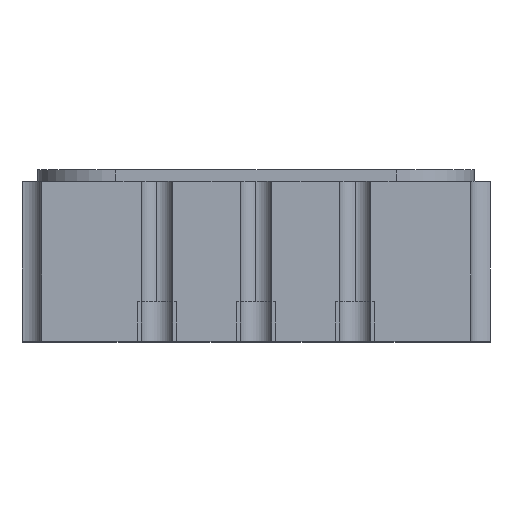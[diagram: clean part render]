
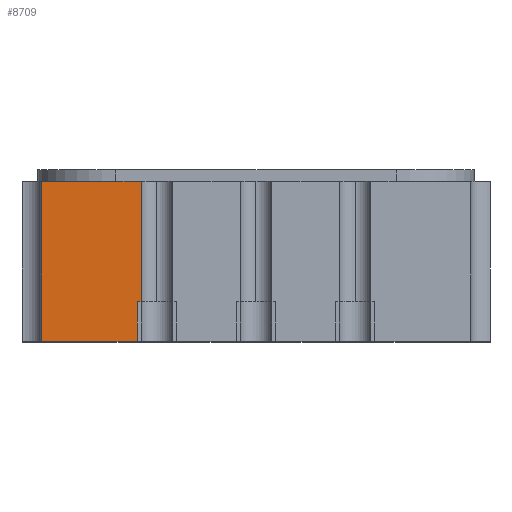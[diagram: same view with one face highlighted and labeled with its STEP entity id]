
A CAD part, top view. The second image highlights one B-rep face of the part: STEP entity #8709.
In plain terms, the highlighted planar face has unit normal (0, 0, 1).
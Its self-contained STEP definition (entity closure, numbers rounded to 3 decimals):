
#12 = DIRECTION ( 'NONE',  ( 1., 0., 0. ) ) ;
#314 = CARTESIAN_POINT ( 'NONE',  ( -1.524, 1.025, 3. ) ) ;
#590 = EDGE_LOOP ( 'NONE', ( #9028, #6000, #4912, #4479, #4258, #8675 ) ) ;
#727 = LINE ( 'NONE', #3420, #9716 ) ;
#735 = CARTESIAN_POINT ( 'NONE',  ( -1.524, -0.515, 3. ) ) ;
#763 = EDGE_CURVE ( 'NONE', #10967, #9108, #7017, .T. ) ;
#812 = DIRECTION ( 'NONE',  ( 0., 0., -1. ) ) ;
#931 = CARTESIAN_POINT ( 'NONE',  ( -2.75, 1.025, 3. ) ) ;
#1190 = DIRECTION ( 'NONE',  ( 0., 1., 0. ) ) ;
#1696 = DIRECTION ( 'NONE',  ( 1., 0., 0. ) ) ;
#2230 = EDGE_CURVE ( 'NONE', #9031, #3172, #6228, .T. ) ;
#2279 = DIRECTION ( 'NONE',  ( 0., -1., 0. ) ) ;
#2533 = PLANE ( 'NONE',  #8306 ) ;
#2660 = DIRECTION ( 'NONE',  ( 1., 0., 0. ) ) ;
#2661 = EDGE_CURVE ( 'NONE', #10254, #6412, #727, .T. ) ;
#2947 = LINE ( 'NONE', #9407, #7271 ) ;
#3000 = LINE ( 'NONE', #6588, #9660 ) ;
#3172 = VERTEX_POINT ( 'NONE', #5259 ) ;
#3420 = CARTESIAN_POINT ( 'NONE',  ( -2.75, -0.515, 3. ) ) ;
#3925 = VECTOR ( 'NONE', #1190, 1000. ) ;
#4255 = CARTESIAN_POINT ( 'NONE',  ( -1.473, 1.025, 3. ) ) ;
#4258 = ORIENTED_EDGE ( 'NONE', *, *, #763, .F. ) ;
#4479 = ORIENTED_EDGE ( 'NONE', *, *, #10643, .F. ) ;
#4686 = CARTESIAN_POINT ( 'NONE',  ( -2.75, 1.025, 3. ) ) ;
#4912 = ORIENTED_EDGE ( 'NONE', *, *, #2661, .T. ) ;
#5259 = CARTESIAN_POINT ( 'NONE',  ( -1.524, -1.025, 3. ) ) ;
#5983 = CARTESIAN_POINT ( 'NONE',  ( -2.75, 1.025, 3. ) ) ;
#6000 = ORIENTED_EDGE ( 'NONE', *, *, #7750, .T. ) ;
#6228 = LINE ( 'NONE', #10724, #10670 ) ;
#6412 = VERTEX_POINT ( 'NONE', #6491 ) ;
#6491 = CARTESIAN_POINT ( 'NONE',  ( -1.473, -0.515, 3. ) ) ;
#6588 = CARTESIAN_POINT ( 'NONE',  ( -1.473, 1.025, 3. ) ) ;
#6750 = VECTOR ( 'NONE', #12, 1000. ) ;
#6886 = DIRECTION ( 'NONE',  ( -1., 0., 0. ) ) ;
#7017 = LINE ( 'NONE', #4686, #6750 ) ;
#7153 = EDGE_CURVE ( 'NONE', #10967, #9031, #2947, .T. ) ;
#7271 = VECTOR ( 'NONE', #10300, 1000. ) ;
#7750 = EDGE_CURVE ( 'NONE', #3172, #10254, #8583, .T. ) ;
#8306 = AXIS2_PLACEMENT_3D ( 'NONE', #5983, #812, #6886 ) ;
#8541 = CARTESIAN_POINT ( 'NONE',  ( -2.75, -1.025, 3. ) ) ;
#8583 = LINE ( 'NONE', #314, #3925 ) ;
#8675 = ORIENTED_EDGE ( 'NONE', *, *, #7153, .T. ) ;
#8709 = ADVANCED_FACE ( 'NONE', ( #11012 ), #2533, .F. ) ;
#9028 = ORIENTED_EDGE ( 'NONE', *, *, #2230, .T. ) ;
#9031 = VERTEX_POINT ( 'NONE', #8541 ) ;
#9108 = VERTEX_POINT ( 'NONE', #4255 ) ;
#9407 = CARTESIAN_POINT ( 'NONE',  ( -2.75, 1.025, 3. ) ) ;
#9660 = VECTOR ( 'NONE', #2279, 1000. ) ;
#9716 = VECTOR ( 'NONE', #1696, 1000. ) ;
#10254 = VERTEX_POINT ( 'NONE', #735 ) ;
#10300 = DIRECTION ( 'NONE',  ( 0., -1., 0. ) ) ;
#10643 = EDGE_CURVE ( 'NONE', #9108, #6412, #3000, .T. ) ;
#10670 = VECTOR ( 'NONE', #2660, 1000. ) ;
#10724 = CARTESIAN_POINT ( 'NONE',  ( -2.75, -1.025, 3. ) ) ;
#10967 = VERTEX_POINT ( 'NONE', #931 ) ;
#11012 = FACE_OUTER_BOUND ( 'NONE', #590, .T. ) ;
